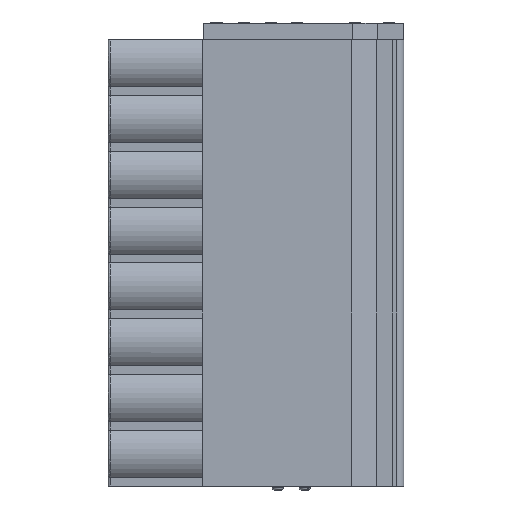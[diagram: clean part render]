
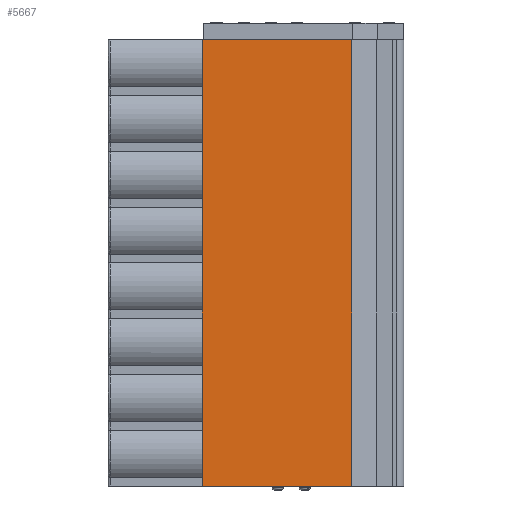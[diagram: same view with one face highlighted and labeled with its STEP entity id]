
A CAD part, front view. The second image highlights one B-rep face of the part: STEP entity #5667.
In plain terms, the highlighted planar face has unit normal (0, -1, 0).
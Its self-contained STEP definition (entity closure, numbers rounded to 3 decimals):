
#3390=B_SPLINE_CURVE_WITH_KNOTS('',3,(#159821,#159822,#159823,#159824),
 .UNSPECIFIED.,.F.,.F.,(4,4),(0.,1.),.UNSPECIFIED.);
#3397=B_SPLINE_CURVE_WITH_KNOTS('',3,(#160055,#160056,#160057,#160058),
 .UNSPECIFIED.,.F.,.F.,(4,4),(0.,1.),.UNSPECIFIED.);
#5667=ADVANCED_FACE('',(#15423),#11144,.T.);
#11144=PLANE('',#112290);
#15423=FACE_OUTER_BOUND('',#21202,.T.);
#21202=EDGE_LOOP('',(#58649,#58650,#58651,#58652,#58653));
#29418=LINE('',#160211,#41396);
#29419=LINE('',#160213,#41397);
#29420=LINE('',#160215,#41398);
#41396=VECTOR('',#126554,1.);
#41397=VECTOR('',#126555,1.);
#41398=VECTOR('',#126556,1.);
#58649=ORIENTED_EDGE('',*,*,#96186,.T.);
#58650=ORIENTED_EDGE('',*,*,#96187,.F.);
#58651=ORIENTED_EDGE('',*,*,#96188,.F.);
#58652=ORIENTED_EDGE('',*,*,#96038,.F.);
#58653=ORIENTED_EDGE('',*,*,#96105,.F.);
#84136=VERTEX_POINT('',#159378);
#84225=VERTEX_POINT('',#159739);
#84281=VERTEX_POINT('',#160059);
#84346=VERTEX_POINT('',#160212);
#84347=VERTEX_POINT('',#160214);
#96038=EDGE_CURVE('',#84136,#84225,#3390,.T.);
#96105=EDGE_CURVE('',#84281,#84136,#3397,.T.);
#96186=EDGE_CURVE('',#84281,#84346,#29418,.T.);
#96187=EDGE_CURVE('',#84347,#84346,#29419,.T.);
#96188=EDGE_CURVE('',#84225,#84347,#29420,.T.);
#112290=AXIS2_PLACEMENT_3D('',#160216,#126557,#126558);
#126554=DIRECTION('',(0.,0.,-1.));
#126555=DIRECTION('',(-1.,0.,0.));
#126556=DIRECTION('',(0.,0.,-1.));
#126557=DIRECTION('',(0.,-1.,0.));
#126558=DIRECTION('',(-1.,0.,0.));
#159378=CARTESIAN_POINT('',(90.404,92.742,-70.392));
#159739=CARTESIAN_POINT('',(103.754,92.742,-70.392));
#159821=CARTESIAN_POINT('',(90.404,92.742,-70.392));
#159822=CARTESIAN_POINT('',(94.854,92.742,-70.392));
#159823=CARTESIAN_POINT('',(99.304,92.742,-70.392));
#159824=CARTESIAN_POINT('',(103.754,92.742,-70.392));
#160055=CARTESIAN_POINT('',(90.354,92.742,-70.392));
#160056=CARTESIAN_POINT('',(90.371,92.742,-70.392));
#160057=CARTESIAN_POINT('',(90.387,92.742,-70.392));
#160058=CARTESIAN_POINT('',(90.404,92.742,-70.392));
#160059=CARTESIAN_POINT('',(90.354,92.742,-70.392));
#160211=CARTESIAN_POINT('',(90.354,92.742,-80.392));
#160212=CARTESIAN_POINT('',(90.354,92.742,-110.392));
#160213=CARTESIAN_POINT('',(103.754,92.742,-110.392));
#160214=CARTESIAN_POINT('',(103.754,92.742,-110.392));
#160215=CARTESIAN_POINT('',(103.754,92.742,-80.392));
#160216=CARTESIAN_POINT('',(90.354,92.742,-75.392));
